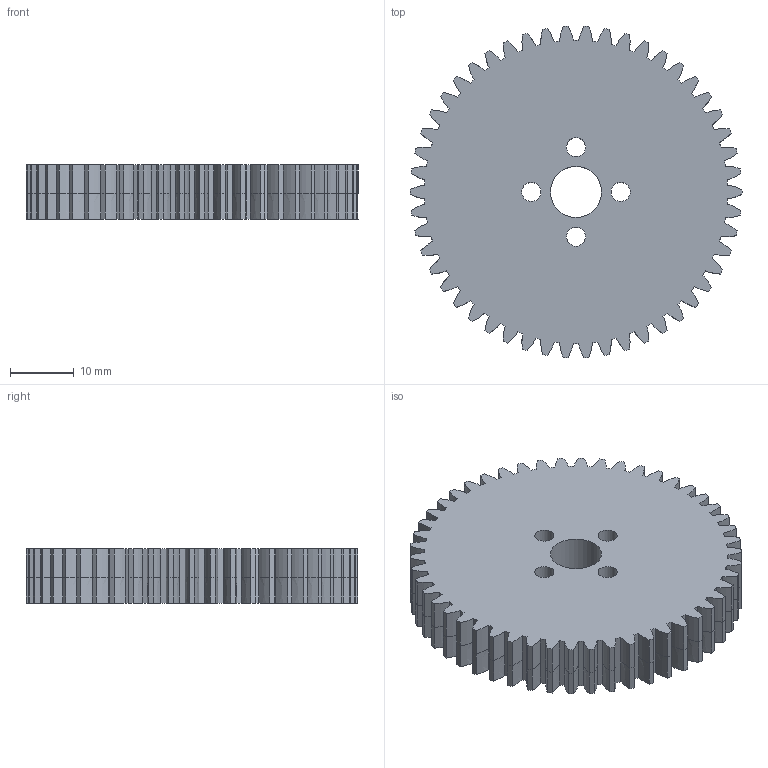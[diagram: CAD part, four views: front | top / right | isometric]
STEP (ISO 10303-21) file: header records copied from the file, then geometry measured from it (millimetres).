
FILE_DESCRIPTION(/* description */ (''),/* implementation_level */ '2;1');
FILE_NAME(/* name */ '50T_Double v2.step',/* time_stamp */ '2020-08-26T14:35:19+02:00',/* author */ (''),/* organization */ (''),/* preprocessor_version */ 'ST-DEVELOPER v18.1',/* originating_system */ 'Autodesk Translation Framework v9.3.0.1241',/* authorisation */ '');
FILE_SCHEMA (('AUTOMOTIVE_DESIGN { 1 0 10303 214 3 1 1 }'));
Products named in the file (2): 50T_Double; Healical Gear (50R@0.00)
Assembly tree (1 placements, depth 2):
  50T_Double
    Healical Gear (50R@0.00)
Bounding box: 52 x 51.94 x 8.5 mm (x, y, z)
Volume: 15915.3 mm3; surface area: 6988.3 mm2
Topology: 1 solids, 1 shells, 357 faces, 965 edges, 610 vertices
Faces by surface type: bspline 250, cylinder 105, plane 2
Full cylindrical faces by diameter (mm): 3 x4, 8 x1
Entity records: 38272 total; most frequent: CARTESIAN_POINT 31285, ORIENTED_EDGE 1930, EDGE_CURVE 965, DIRECTION 945, VERTEX_POINT 610, AXIS2_PLACEMENT_3D 370, EDGE_LOOP 367, FACE_OUTER_BOUND 357
